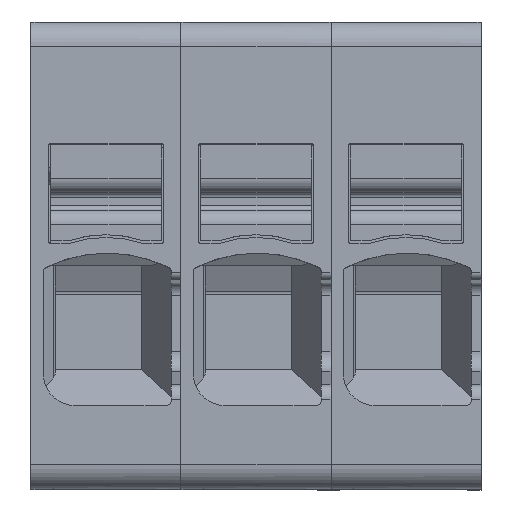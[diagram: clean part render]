
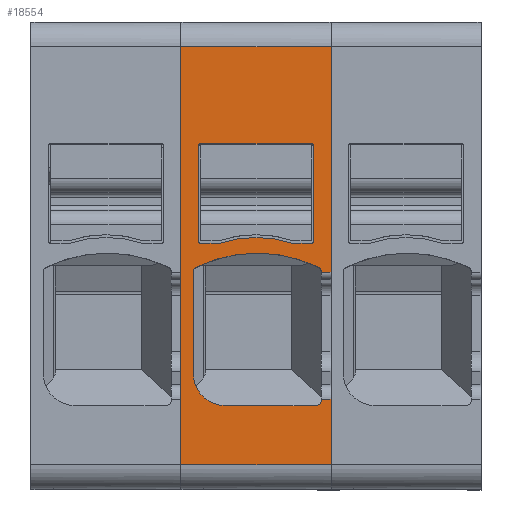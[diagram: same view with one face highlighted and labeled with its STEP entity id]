
A CAD part, top view. The second image highlights one B-rep face of the part: STEP entity #18554.
In plain terms, the highlighted planar face has unit normal (0, 0, 1).
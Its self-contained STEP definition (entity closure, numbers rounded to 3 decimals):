
#18349=AXIS2_PLACEMENT_3D('Plane Axis2P3D',#18346,#18347,#18348) ;
#18395=AXIS2_PLACEMENT_3D('Circle Axis2P3D',#18393,#18394,$) ;
#18409=AXIS2_PLACEMENT_3D('Circle Axis2P3D',#18407,#18408,$) ;
#18423=AXIS2_PLACEMENT_3D('Circle Axis2P3D',#18421,#18422,$) ;
#18430=AXIS2_PLACEMENT_3D('Circle Axis2P3D',#18428,#18429,$) ;
#18437=AXIS2_PLACEMENT_3D('Circle Axis2P3D',#18435,#18436,$) ;
#18474=AXIS2_PLACEMENT_3D('Circle Axis2P3D',#18472,#18473,$) ;
#18490=AXIS2_PLACEMENT_3D('Circle Axis2P3D',#18488,#18489,$) ;
#18504=AXIS2_PLACEMENT_3D('Circle Axis2P3D',#18502,#18503,$) ;
#18518=AXIS2_PLACEMENT_3D('Circle Axis2P3D',#18516,#18517,$) ;
#18532=AXIS2_PLACEMENT_3D('Circle Axis2P3D',#18530,#18531,$) ;
#15738=CARTESIAN_POINT('Vertex',(6.1,18.,50.95)) ;
#15741=CARTESIAN_POINT('Line Origine',(9.15,18.,50.95)) ;
#15745=CARTESIAN_POINT('Vertex',(12.2,18.,50.95)) ;
#18346=CARTESIAN_POINT('Axis2P3D Location',(9.6,1.,50.95)) ;
#18351=CARTESIAN_POINT('Line Origine',(12.2,13.409,50.95)) ;
#18355=CARTESIAN_POINT('Vertex',(12.2,8.818,50.95)) ;
#18358=CARTESIAN_POINT('Line Origine',(6.1,9.5,50.95)) ;
#18362=CARTESIAN_POINT('Vertex',(6.1,1.,50.95)) ;
#18365=CARTESIAN_POINT('Line Origine',(9.15,1.,50.95)) ;
#18369=CARTESIAN_POINT('Vertex',(12.2,1.,50.95)) ;
#18372=CARTESIAN_POINT('Line Origine',(12.2,2.328,50.95)) ;
#18376=CARTESIAN_POINT('Vertex',(12.2,3.657,50.95)) ;
#18379=CARTESIAN_POINT('Line Origine',(12.,3.657,50.95)) ;
#18383=CARTESIAN_POINT('Vertex',(11.8,3.657,50.95)) ;
#18386=CARTESIAN_POINT('Line Origine',(11.8,3.628,50.95)) ;
#18390=CARTESIAN_POINT('Vertex',(11.8,3.6,50.95)) ;
#18393=CARTESIAN_POINT('Axis2P3D Location',(11.6,3.6,50.95)) ;
#18397=CARTESIAN_POINT('Vertex',(11.6,3.4,50.95)) ;
#18400=CARTESIAN_POINT('Line Origine',(9.75,3.4,50.95)) ;
#18404=CARTESIAN_POINT('Vertex',(7.9,3.4,50.95)) ;
#18407=CARTESIAN_POINT('Axis2P3D Location',(7.9,4.7,50.95)) ;
#18411=CARTESIAN_POINT('Vertex',(6.6,4.7,50.95)) ;
#18414=CARTESIAN_POINT('Line Origine',(6.6,6.774,50.95)) ;
#18418=CARTESIAN_POINT('Vertex',(6.6,8.849,50.95)) ;
#18421=CARTESIAN_POINT('Axis2P3D Location',(6.8,8.849,50.95)) ;
#18425=CARTESIAN_POINT('Vertex',(6.713,9.029,50.95)) ;
#18428=CARTESIAN_POINT('Axis2P3D Location',(9.2,3.9,50.95)) ;
#18432=CARTESIAN_POINT('Vertex',(11.687,9.029,50.95)) ;
#18435=CARTESIAN_POINT('Axis2P3D Location',(11.6,8.849,50.95)) ;
#18439=CARTESIAN_POINT('Vertex',(11.8,8.849,50.95)) ;
#18442=CARTESIAN_POINT('Line Origine',(11.8,8.833,50.95)) ;
#18446=CARTESIAN_POINT('Vertex',(11.8,8.818,50.95)) ;
#18449=CARTESIAN_POINT('Line Origine',(12.,8.818,50.95)) ;
#18472=CARTESIAN_POINT('Axis2P3D Location',(11.4,13.95,50.95)) ;
#18476=CARTESIAN_POINT('Vertex',(11.5,13.95,50.95)) ;
#18478=CARTESIAN_POINT('Vertex',(11.4,14.05,50.95)) ;
#18481=CARTESIAN_POINT('Line Origine',(11.5,12.025,50.95)) ;
#18485=CARTESIAN_POINT('Vertex',(11.5,10.1,50.95)) ;
#18488=CARTESIAN_POINT('Axis2P3D Location',(11.4,10.1,50.95)) ;
#18492=CARTESIAN_POINT('Vertex',(11.4,10.,50.95)) ;
#18495=CARTESIAN_POINT('Line Origine',(11.021,10.,50.95)) ;
#18499=CARTESIAN_POINT('Vertex',(10.641,10.,50.95)) ;
#18502=CARTESIAN_POINT('Axis2P3D Location',(9.15,5.385,50.95)) ;
#18506=CARTESIAN_POINT('Vertex',(7.659,10.,50.95)) ;
#18509=CARTESIAN_POINT('Line Origine',(7.279,10.,50.95)) ;
#18513=CARTESIAN_POINT('Vertex',(6.9,10.,50.95)) ;
#18516=CARTESIAN_POINT('Axis2P3D Location',(6.9,10.1,50.95)) ;
#18520=CARTESIAN_POINT('Vertex',(6.8,10.1,50.95)) ;
#18523=CARTESIAN_POINT('Line Origine',(6.8,12.025,50.95)) ;
#18527=CARTESIAN_POINT('Vertex',(6.8,13.95,50.95)) ;
#18530=CARTESIAN_POINT('Axis2P3D Location',(6.9,13.95,50.95)) ;
#18534=CARTESIAN_POINT('Vertex',(6.9,14.05,50.95)) ;
#18537=CARTESIAN_POINT('Line Origine',(9.15,14.05,50.95)) ;
#15742=DIRECTION('Vector Direction',(1.,0.,0.)) ;
#18347=DIRECTION('Axis2P3D Direction',(0.,0.,1.)) ;
#18348=DIRECTION('Axis2P3D XDirection',(0.,1.,0.)) ;
#18352=DIRECTION('Vector Direction',(0.,1.,0.)) ;
#18359=DIRECTION('Vector Direction',(0.,1.,0.)) ;
#18366=DIRECTION('Vector Direction',(-1.,0.,0.)) ;
#18373=DIRECTION('Vector Direction',(0.,1.,0.)) ;
#18380=DIRECTION('Vector Direction',(1.,0.,0.)) ;
#18387=DIRECTION('Vector Direction',(0.,-1.,0.)) ;
#18394=DIRECTION('Axis2P3D Direction',(0.,0.,1.)) ;
#18401=DIRECTION('Vector Direction',(-1.,0.,0.)) ;
#18408=DIRECTION('Axis2P3D Direction',(0.,0.,1.)) ;
#18415=DIRECTION('Vector Direction',(0.,-1.,0.)) ;
#18422=DIRECTION('Axis2P3D Direction',(0.,0.,1.)) ;
#18429=DIRECTION('Axis2P3D Direction',(0.,0.,1.)) ;
#18436=DIRECTION('Axis2P3D Direction',(0.,0.,1.)) ;
#18443=DIRECTION('Vector Direction',(0.,-1.,0.)) ;
#18450=DIRECTION('Vector Direction',(1.,0.,0.)) ;
#18473=DIRECTION('Axis2P3D Direction',(0.,0.,1.)) ;
#18482=DIRECTION('Vector Direction',(0.,1.,0.)) ;
#18489=DIRECTION('Axis2P3D Direction',(0.,0.,1.)) ;
#18496=DIRECTION('Vector Direction',(-1.,0.,0.)) ;
#18503=DIRECTION('Axis2P3D Direction',(0.,0.,1.)) ;
#18510=DIRECTION('Vector Direction',(-1.,0.,0.)) ;
#18517=DIRECTION('Axis2P3D Direction',(0.,0.,1.)) ;
#18524=DIRECTION('Vector Direction',(0.,1.,0.)) ;
#18531=DIRECTION('Axis2P3D Direction',(0.,0.,1.)) ;
#18538=DIRECTION('Vector Direction',(-1.,0.,0.)) ;
#15743=VECTOR('Line Direction',#15742,1.) ;
#18353=VECTOR('Line Direction',#18352,1.) ;
#18360=VECTOR('Line Direction',#18359,1.) ;
#18367=VECTOR('Line Direction',#18366,1.) ;
#18374=VECTOR('Line Direction',#18373,1.) ;
#18381=VECTOR('Line Direction',#18380,1.) ;
#18388=VECTOR('Line Direction',#18387,1.) ;
#18402=VECTOR('Line Direction',#18401,1.) ;
#18416=VECTOR('Line Direction',#18415,1.) ;
#18444=VECTOR('Line Direction',#18443,1.) ;
#18451=VECTOR('Line Direction',#18450,1.) ;
#18483=VECTOR('Line Direction',#18482,1.) ;
#18497=VECTOR('Line Direction',#18496,1.) ;
#18511=VECTOR('Line Direction',#18510,1.) ;
#18525=VECTOR('Line Direction',#18524,1.) ;
#18539=VECTOR('Line Direction',#18538,1.) ;
#18455=ORIENTED_EDGE('',*,*,#18357,.F.) ;
#18456=ORIENTED_EDGE('',*,*,#15747,.T.) ;
#18457=ORIENTED_EDGE('',*,*,#18364,.T.) ;
#18458=ORIENTED_EDGE('',*,*,#18371,.F.) ;
#18459=ORIENTED_EDGE('',*,*,#18378,.F.) ;
#18460=ORIENTED_EDGE('',*,*,#18385,.F.) ;
#18461=ORIENTED_EDGE('',*,*,#18392,.T.) ;
#18462=ORIENTED_EDGE('',*,*,#18399,.F.) ;
#18463=ORIENTED_EDGE('',*,*,#18406,.T.) ;
#18464=ORIENTED_EDGE('',*,*,#18413,.F.) ;
#18465=ORIENTED_EDGE('',*,*,#18420,.F.) ;
#18466=ORIENTED_EDGE('',*,*,#18427,.F.) ;
#18467=ORIENTED_EDGE('',*,*,#18434,.F.) ;
#18468=ORIENTED_EDGE('',*,*,#18441,.F.) ;
#18469=ORIENTED_EDGE('',*,*,#18448,.T.) ;
#18470=ORIENTED_EDGE('',*,*,#18453,.T.) ;
#18543=ORIENTED_EDGE('',*,*,#18480,.F.) ;
#18544=ORIENTED_EDGE('',*,*,#18487,.F.) ;
#18545=ORIENTED_EDGE('',*,*,#18494,.F.) ;
#18546=ORIENTED_EDGE('',*,*,#18501,.T.) ;
#18547=ORIENTED_EDGE('',*,*,#18508,.T.) ;
#18548=ORIENTED_EDGE('',*,*,#18515,.T.) ;
#18549=ORIENTED_EDGE('',*,*,#18522,.F.) ;
#18550=ORIENTED_EDGE('',*,*,#18529,.T.) ;
#18551=ORIENTED_EDGE('',*,*,#18536,.F.) ;
#18552=ORIENTED_EDGE('',*,*,#18541,.F.) ;
#18553=FACE_BOUND('',#18542,.T.) ;
#18554=ADVANCED_FACE('66463_MLD_APG_4_MI.1\\66463_MLD_APG_4_MI',(#18471,#18553),#18350,.T.) ;
#18396=CIRCLE('generated circle',#18395,0.2) ;
#18410=CIRCLE('generated circle',#18409,1.3) ;
#18424=CIRCLE('generated circle',#18423,0.2) ;
#18431=CIRCLE('generated circle',#18430,5.7) ;
#18438=CIRCLE('generated circle',#18437,0.2) ;
#18475=CIRCLE('generated circle',#18474,0.1) ;
#18491=CIRCLE('generated circle',#18490,0.1) ;
#18505=CIRCLE('generated circle',#18504,4.85) ;
#18519=CIRCLE('generated circle',#18518,0.1) ;
#18533=CIRCLE('generated circle',#18532,0.1) ;
#15747=EDGE_CURVE('',#15746,#15739,#15744,.F.) ;
#18357=EDGE_CURVE('',#15746,#18356,#18354,.F.) ;
#18364=EDGE_CURVE('',#15739,#18363,#18361,.F.) ;
#18371=EDGE_CURVE('',#18370,#18363,#18368,.T.) ;
#18378=EDGE_CURVE('',#18377,#18370,#18375,.F.) ;
#18385=EDGE_CURVE('',#18384,#18377,#18382,.T.) ;
#18392=EDGE_CURVE('',#18384,#18391,#18389,.T.) ;
#18399=EDGE_CURVE('',#18398,#18391,#18396,.T.) ;
#18406=EDGE_CURVE('',#18398,#18405,#18403,.T.) ;
#18413=EDGE_CURVE('',#18412,#18405,#18410,.T.) ;
#18420=EDGE_CURVE('',#18419,#18412,#18417,.T.) ;
#18427=EDGE_CURVE('',#18426,#18419,#18424,.T.) ;
#18434=EDGE_CURVE('',#18433,#18426,#18431,.T.) ;
#18441=EDGE_CURVE('',#18440,#18433,#18438,.T.) ;
#18448=EDGE_CURVE('',#18440,#18447,#18445,.T.) ;
#18453=EDGE_CURVE('',#18447,#18356,#18452,.T.) ;
#18480=EDGE_CURVE('',#18477,#18479,#18475,.T.) ;
#18487=EDGE_CURVE('',#18486,#18477,#18484,.T.) ;
#18494=EDGE_CURVE('',#18493,#18486,#18491,.T.) ;
#18501=EDGE_CURVE('',#18493,#18500,#18498,.T.) ;
#18508=EDGE_CURVE('',#18500,#18507,#18505,.T.) ;
#18515=EDGE_CURVE('',#18507,#18514,#18512,.T.) ;
#18522=EDGE_CURVE('',#18521,#18514,#18519,.T.) ;
#18529=EDGE_CURVE('',#18521,#18528,#18526,.T.) ;
#18536=EDGE_CURVE('',#18535,#18528,#18533,.T.) ;
#18541=EDGE_CURVE('',#18479,#18535,#18540,.T.) ;
#18454=EDGE_LOOP('',(#18455,#18456,#18457,#18458,#18459,#18460,#18461,#18462,#18463,#18464,#18465,#18466,#18467,#18468,#18469,#18470)) ;
#18542=EDGE_LOOP('',(#18543,#18544,#18545,#18546,#18547,#18548,#18549,#18550,#18551,#18552)) ;
#18471=FACE_OUTER_BOUND('',#18454,.T.) ;
#15744=LINE('Line',#15741,#15743) ;
#18354=LINE('Line',#18351,#18353) ;
#18361=LINE('Line',#18358,#18360) ;
#18368=LINE('Line',#18365,#18367) ;
#18375=LINE('Line',#18372,#18374) ;
#18382=LINE('Line',#18379,#18381) ;
#18389=LINE('Line',#18386,#18388) ;
#18403=LINE('Line',#18400,#18402) ;
#18417=LINE('Line',#18414,#18416) ;
#18445=LINE('Line',#18442,#18444) ;
#18452=LINE('Line',#18449,#18451) ;
#18484=LINE('Line',#18481,#18483) ;
#18498=LINE('Line',#18495,#18497) ;
#18512=LINE('Line',#18509,#18511) ;
#18526=LINE('Line',#18523,#18525) ;
#18540=LINE('Line',#18537,#18539) ;
#18350=PLANE('',#18349) ;
#15739=VERTEX_POINT('',#15738) ;
#15746=VERTEX_POINT('',#15745) ;
#18356=VERTEX_POINT('',#18355) ;
#18363=VERTEX_POINT('',#18362) ;
#18370=VERTEX_POINT('',#18369) ;
#18377=VERTEX_POINT('',#18376) ;
#18384=VERTEX_POINT('',#18383) ;
#18391=VERTEX_POINT('',#18390) ;
#18398=VERTEX_POINT('',#18397) ;
#18405=VERTEX_POINT('',#18404) ;
#18412=VERTEX_POINT('',#18411) ;
#18419=VERTEX_POINT('',#18418) ;
#18426=VERTEX_POINT('',#18425) ;
#18433=VERTEX_POINT('',#18432) ;
#18440=VERTEX_POINT('',#18439) ;
#18447=VERTEX_POINT('',#18446) ;
#18477=VERTEX_POINT('',#18476) ;
#18479=VERTEX_POINT('',#18478) ;
#18486=VERTEX_POINT('',#18485) ;
#18493=VERTEX_POINT('',#18492) ;
#18500=VERTEX_POINT('',#18499) ;
#18507=VERTEX_POINT('',#18506) ;
#18514=VERTEX_POINT('',#18513) ;
#18521=VERTEX_POINT('',#18520) ;
#18528=VERTEX_POINT('',#18527) ;
#18535=VERTEX_POINT('',#18534) ;
